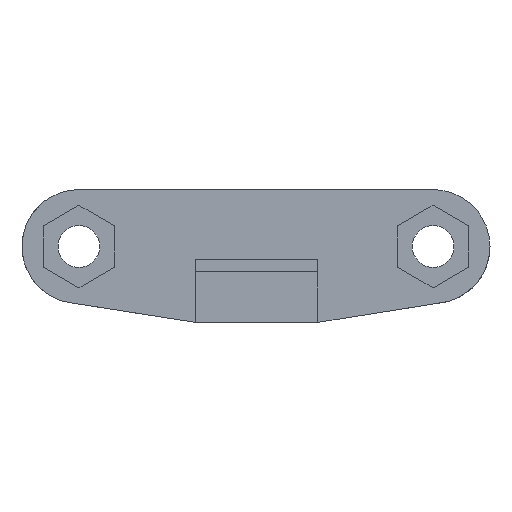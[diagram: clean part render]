
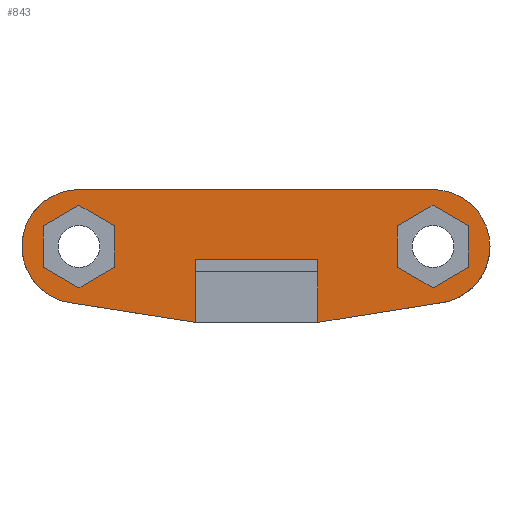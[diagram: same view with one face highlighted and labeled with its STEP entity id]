
A CAD part, left-side view. The second image highlights one B-rep face of the part: STEP entity #843.
In plain terms, the highlighted planar face has unit normal (-1, 0, 0).
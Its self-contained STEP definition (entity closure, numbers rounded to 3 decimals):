
#19=FACE_BOUND('',#340,.T.);
#20=FACE_BOUND('',#341,.T.);
#45=PLANE('',#916);
#68=LINE('',#1236,#166);
#72=LINE('',#1244,#170);
#75=LINE('',#1250,#173);
#78=LINE('',#1256,#176);
#81=LINE('',#1262,#179);
#84=LINE('',#1267,#182);
#86=LINE('',#1275,#184);
#90=LINE('',#1283,#188);
#93=LINE('',#1289,#191);
#96=LINE('',#1295,#194);
#99=LINE('',#1301,#197);
#102=LINE('',#1306,#200);
#113=LINE('',#1338,#211);
#116=LINE('',#1343,#214);
#118=LINE('',#1347,#216);
#121=LINE('',#1353,#219);
#122=LINE('',#1355,#220);
#123=LINE('',#1356,#221);
#166=VECTOR('',#974,10.);
#170=VECTOR('',#980,10.);
#173=VECTOR('',#985,10.);
#176=VECTOR('',#990,10.);
#179=VECTOR('',#995,10.);
#182=VECTOR('',#1000,10.);
#184=VECTOR('',#1008,10.);
#188=VECTOR('',#1014,10.);
#191=VECTOR('',#1019,10.);
#194=VECTOR('',#1024,10.);
#197=VECTOR('',#1029,10.);
#200=VECTOR('',#1034,10.);
#211=VECTOR('',#1067,10.);
#214=VECTOR('',#1072,10.);
#216=VECTOR('',#1076,10.);
#219=VECTOR('',#1081,10.);
#220=VECTOR('',#1082,10.);
#221=VECTOR('',#1083,10.);
#290=FACE_OUTER_BOUND('',#339,.T.);
#339=EDGE_LOOP('',(#701,#702,#703,#704,#705,#706,#707,#708,#709));
#340=EDGE_LOOP('',(#710,#711,#712,#713,#714,#715));
#341=EDGE_LOOP('',(#716,#717,#718,#719,#720,#721));
#366=CIRCLE('',#881,4.5);
#370=CIRCLE('',#887,4.5);
#371=CIRCLE('',#888,4.5);
#388=VERTEX_POINT('',#1188);
#389=VERTEX_POINT('',#1190);
#395=VERTEX_POINT('',#1225);
#396=VERTEX_POINT('',#1227);
#397=VERTEX_POINT('',#1230);
#398=VERTEX_POINT('',#1234);
#399=VERTEX_POINT('',#1235);
#402=VERTEX_POINT('',#1243);
#404=VERTEX_POINT('',#1249);
#406=VERTEX_POINT('',#1255);
#408=VERTEX_POINT('',#1261);
#411=VERTEX_POINT('',#1273);
#412=VERTEX_POINT('',#1274);
#415=VERTEX_POINT('',#1282);
#417=VERTEX_POINT('',#1288);
#419=VERTEX_POINT('',#1294);
#421=VERTEX_POINT('',#1300);
#432=VERTEX_POINT('',#1337);
#434=VERTEX_POINT('',#1346);
#436=VERTEX_POINT('',#1352);
#437=VERTEX_POINT('',#1354);
#468=EDGE_CURVE('',#388,#389,#366,.T.);
#476=EDGE_CURVE('',#395,#396,#370,.T.);
#479=EDGE_CURVE('',#397,#395,#371,.T.);
#480=EDGE_CURVE('',#398,#399,#68,.T.);
#484=EDGE_CURVE('',#402,#398,#72,.T.);
#487=EDGE_CURVE('',#404,#402,#75,.T.);
#490=EDGE_CURVE('',#406,#404,#78,.T.);
#493=EDGE_CURVE('',#408,#406,#81,.T.);
#496=EDGE_CURVE('',#399,#408,#84,.T.);
#499=EDGE_CURVE('',#411,#412,#86,.T.);
#503=EDGE_CURVE('',#415,#411,#90,.T.);
#506=EDGE_CURVE('',#417,#415,#93,.T.);
#509=EDGE_CURVE('',#419,#417,#96,.T.);
#512=EDGE_CURVE('',#421,#419,#99,.T.);
#515=EDGE_CURVE('',#412,#421,#102,.T.);
#529=EDGE_CURVE('',#432,#396,#113,.T.);
#532=EDGE_CURVE('',#397,#389,#116,.T.);
#534=EDGE_CURVE('',#434,#388,#118,.T.);
#537=EDGE_CURVE('',#436,#434,#121,.T.);
#538=EDGE_CURVE('',#437,#436,#122,.T.);
#539=EDGE_CURVE('',#432,#437,#123,.T.);
#701=ORIENTED_EDGE('',*,*,#534,.F.);
#702=ORIENTED_EDGE('',*,*,#537,.F.);
#703=ORIENTED_EDGE('',*,*,#538,.F.);
#704=ORIENTED_EDGE('',*,*,#539,.F.);
#705=ORIENTED_EDGE('',*,*,#529,.T.);
#706=ORIENTED_EDGE('',*,*,#476,.F.);
#707=ORIENTED_EDGE('',*,*,#479,.F.);
#708=ORIENTED_EDGE('',*,*,#532,.T.);
#709=ORIENTED_EDGE('',*,*,#468,.F.);
#710=ORIENTED_EDGE('',*,*,#480,.T.);
#711=ORIENTED_EDGE('',*,*,#496,.T.);
#712=ORIENTED_EDGE('',*,*,#493,.T.);
#713=ORIENTED_EDGE('',*,*,#490,.T.);
#714=ORIENTED_EDGE('',*,*,#487,.T.);
#715=ORIENTED_EDGE('',*,*,#484,.T.);
#716=ORIENTED_EDGE('',*,*,#499,.T.);
#717=ORIENTED_EDGE('',*,*,#515,.T.);
#718=ORIENTED_EDGE('',*,*,#512,.T.);
#719=ORIENTED_EDGE('',*,*,#509,.T.);
#720=ORIENTED_EDGE('',*,*,#506,.T.);
#721=ORIENTED_EDGE('',*,*,#503,.T.);
#843=ADVANCED_FACE('',(#290,#19,#20),#45,.F.);
#881=AXIS2_PLACEMENT_3D('',#1191,#952,#953);
#887=AXIS2_PLACEMENT_3D('',#1228,#966,#967);
#888=AXIS2_PLACEMENT_3D('',#1232,#970,#971);
#916=AXIS2_PLACEMENT_3D('',#1351,#1079,#1080);
#952=DIRECTION('center_axis',(1.,0.,0.));
#953=DIRECTION('ref_axis',(0.,1.,0.));
#966=DIRECTION('center_axis',(1.,0.,0.));
#967=DIRECTION('ref_axis',(0.,1.,0.));
#970=DIRECTION('center_axis',(1.,0.,0.));
#971=DIRECTION('ref_axis',(0.,1.,0.));
#974=DIRECTION('',(0.,-0.867,-0.499));
#980=DIRECTION('',(0.,-0.865,0.501));
#985=DIRECTION('',(0.,0.001,1.));
#990=DIRECTION('',(0.,0.867,0.499));
#995=DIRECTION('',(0.,0.865,-0.501));
#1000=DIRECTION('',(0.,-0.001,-1.));
#1008=DIRECTION('',(0.,0.867,0.499));
#1014=DIRECTION('',(0.,0.865,-0.501));
#1019=DIRECTION('',(0.,-0.001,-1.));
#1024=DIRECTION('',(0.,-0.867,-0.499));
#1029=DIRECTION('',(0.,-0.865,0.501));
#1034=DIRECTION('',(0.,0.001,1.));
#1067=DIRECTION('',(0.,-0.988,0.157));
#1072=DIRECTION('',(0.,1.,0.));
#1076=DIRECTION('',(0.,0.988,0.155));
#1079=DIRECTION('center_axis',(1.,0.,0.));
#1080=DIRECTION('ref_axis',(0.,1.,0.));
#1081=DIRECTION('',(0.,0.,-1.));
#1082=DIRECTION('',(0.,1.,0.));
#1083=DIRECTION('',(0.,0.,1.));
#1188=CARTESIAN_POINT('',(29.5,14.76,1.554));
#1190=CARTESIAN_POINT('',(29.5,14.064,10.5));
#1191=CARTESIAN_POINT('Origin',(29.5,14.064,6.));
#1225=CARTESIAN_POINT('',(29.5,-18.436,6.));
#1227=CARTESIAN_POINT('',(29.5,-14.384,1.522));
#1228=CARTESIAN_POINT('Origin',(29.5,-13.936,6.));
#1230=CARTESIAN_POINT('',(29.5,-13.936,10.5));
#1232=CARTESIAN_POINT('Origin',(29.5,-13.936,6.));
#1234=CARTESIAN_POINT('',(29.5,14.068,9.262));
#1235=CARTESIAN_POINT('',(29.5,11.241,7.635));
#1236=CARTESIAN_POINT('',(29.5,7.988,5.762));
#1243=CARTESIAN_POINT('',(29.5,16.891,7.628));
#1244=CARTESIAN_POINT('',(29.5,11.152,10.951));
#1249=CARTESIAN_POINT('',(29.5,16.887,4.365));
#1250=CARTESIAN_POINT('',(29.5,16.887,4.797));
#1255=CARTESIAN_POINT('',(29.5,14.06,2.738));
#1256=CARTESIAN_POINT('',(29.5,9.393,0.052));
#1261=CARTESIAN_POINT('',(29.5,11.237,4.372));
#1262=CARTESIAN_POINT('',(29.5,6.909,6.878));
#1267=CARTESIAN_POINT('',(29.5,11.239,6.435));
#1273=CARTESIAN_POINT('',(29.5,-13.94,2.738));
#1274=CARTESIAN_POINT('',(29.5,-11.113,4.366));
#1275=CARTESIAN_POINT('',(29.5,-8.092,6.105));
#1282=CARTESIAN_POINT('',(29.5,-16.763,4.372));
#1283=CARTESIAN_POINT('',(29.5,-10.606,0.807));
#1288=CARTESIAN_POINT('',(29.5,-16.759,7.634));
#1289=CARTESIAN_POINT('',(29.5,-16.761,6.453));
#1294=CARTESIAN_POINT('',(29.5,-13.932,9.262));
#1295=CARTESIAN_POINT('',(29.5,-9.497,11.815));
#1300=CARTESIAN_POINT('',(29.5,-11.109,7.628));
#1301=CARTESIAN_POINT('',(29.5,-6.363,4.88));
#1306=CARTESIAN_POINT('',(29.5,-11.113,4.815));
#1337=CARTESIAN_POINT('',(29.5,-4.83,0.));
#1338=CARTESIAN_POINT('',(29.5,-4.83,0.));
#1343=CARTESIAN_POINT('',(29.5,-13.936,10.5));
#1346=CARTESIAN_POINT('',(29.5,4.83,0.));
#1347=CARTESIAN_POINT('',(29.5,4.83,0.));
#1351=CARTESIAN_POINT('Origin',(29.5,0.188,5.25));
#1352=CARTESIAN_POINT('',(29.5,4.83,5.));
#1353=CARTESIAN_POINT('',(29.5,4.83,3.875));
#1354=CARTESIAN_POINT('',(29.5,-4.83,5.));
#1355=CARTESIAN_POINT('',(29.5,0.094,5.));
#1356=CARTESIAN_POINT('',(29.5,-4.83,3.875));
